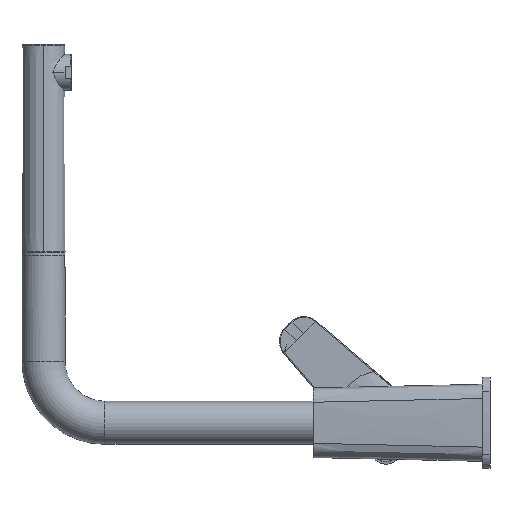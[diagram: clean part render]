
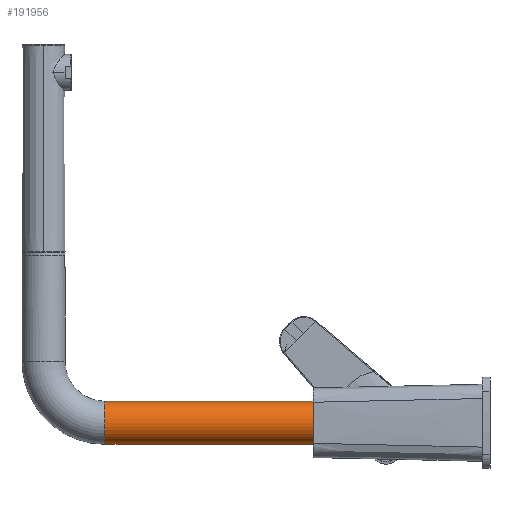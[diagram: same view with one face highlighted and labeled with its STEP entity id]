
A CAD part, left-side view. The second image highlights one B-rep face of the part: STEP entity #191956.
In plain terms, the highlighted cylindrical face has radius 14 mm (diameter 28 mm), a partial arc.
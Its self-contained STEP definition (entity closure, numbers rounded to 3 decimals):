
#92269=CARTESIAN_POINT('',(0.,245.6,0.));
#92270=DIRECTION('',(0.,1.,0.));
#92271=DIRECTION('',(0.,0.,-1.));
#92272=AXIS2_PLACEMENT_3D('',#92269,#92270,#92271);
#92279=DIRECTION('',(0.,1.,0.));
#92280=VECTOR('',#92279,135.8);
#92281=CARTESIAN_POINT('',(0.,109.8,-14.));
#92282=LINE('',#92281,#92280);
#92298=CARTESIAN_POINT('',(0.,109.8,0.));
#92299=DIRECTION('',(0.,1.,0.));
#92300=DIRECTION('',(0.,0.,-1.));
#92301=AXIS2_PLACEMENT_3D('',#92298,#92299,#92300);
#123021=DIRECTION('',(0.,1.,0.));
#123022=VECTOR('',#123021,135.8);
#123023=CARTESIAN_POINT('',(0.,109.8,14.));
#123024=LINE('',#123023,#123022);
#147924=CARTESIAN_POINT('',(0.,245.6,14.));
#147925=CARTESIAN_POINT('',(0.,245.6,-14.));
#147926=VERTEX_POINT('',#147924);
#147927=VERTEX_POINT('',#147925);
#147955=CARTESIAN_POINT('',(0.,109.8,14.));
#147956=CARTESIAN_POINT('',(0.,109.8,-14.));
#147957=VERTEX_POINT('',#147955);
#147958=VERTEX_POINT('',#147956);
#191942=CARTESIAN_POINT('',(0.,109.8,0.));
#191943=DIRECTION('',(0.,1.,0.));
#191944=DIRECTION('',(0.,0.,1.));
#191945=AXIS2_PLACEMENT_3D('',#191942,#191943,#191944);
#191946=CYLINDRICAL_SURFACE('',#191945,14.);
#191948=ORIENTED_EDGE('',*,*,#191947,.F.);
#191950=ORIENTED_EDGE('',*,*,#191949,.T.);
#191951=ORIENTED_EDGE('',*,*,#191925,.T.);
#191953=ORIENTED_EDGE('',*,*,#191952,.F.);
#191954=EDGE_LOOP('',(#191948,#191950,#191951,#191953));
#191955=FACE_OUTER_BOUND('',#191954,.F.);
#191956=ADVANCED_FACE('',(#191955),#191946,.T.);
#92273=CIRCLE('',#92272,14.);
#92302=CIRCLE('',#92301,14.);
#191925=EDGE_CURVE('',#147927,#147926,#92273,.T.);
#191947=EDGE_CURVE('',#147958,#147957,#92302,.T.);
#191949=EDGE_CURVE('',#147958,#147927,#92282,.T.);
#191952=EDGE_CURVE('',#147957,#147926,#123024,.T.);
